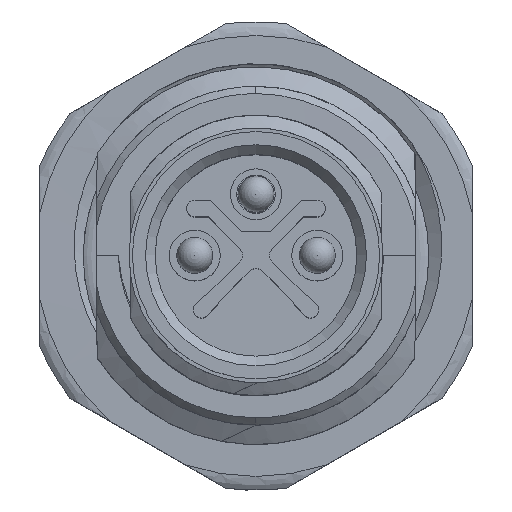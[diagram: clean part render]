
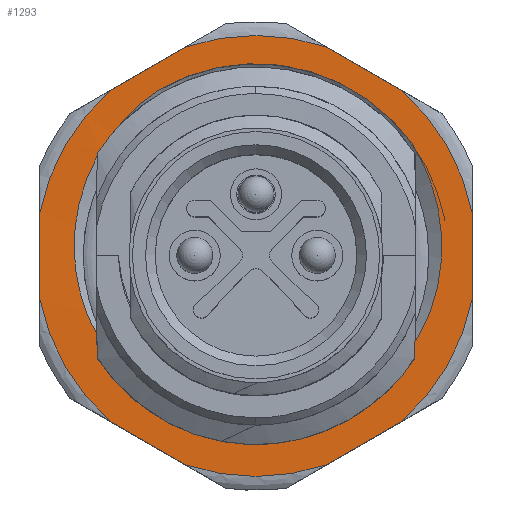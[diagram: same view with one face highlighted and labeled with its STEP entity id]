
A CAD part, top view. The second image highlights one B-rep face of the part: STEP entity #1293.
In plain terms, the highlighted planar face has unit normal (0, 0, 1).
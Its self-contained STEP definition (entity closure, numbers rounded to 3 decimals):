
#137=LINE('',#6332,#337);
#141=LINE('',#6369,#341);
#145=LINE('',#6406,#345);
#149=LINE('',#6443,#349);
#153=LINE('',#6480,#353);
#157=LINE('',#6517,#357);
#162=LINE('',#7354,#362);
#337=VECTOR('',#5204,1.);
#341=VECTOR('',#5210,1.);
#345=VECTOR('',#5216,1.);
#349=VECTOR('',#5222,1.);
#353=VECTOR('',#5228,1.);
#357=VECTOR('',#5234,1.);
#362=VECTOR('',#5315,1.);
#587=B_SPLINE_CURVE_WITH_KNOTS('',3,(#6702,#6703,#6704,#6705,#6706,#6707),
 .UNSPECIFIED.,.F.,.F.,(4,2,4),(0.,0.5,1.),.UNSPECIFIED.);
#588=B_SPLINE_CURVE_WITH_KNOTS('',3,(#6960,#6961,#6962,#6963),
 .UNSPECIFIED.,.F.,.F.,(4,4),(0.,1.),.UNSPECIFIED.);
#603=B_SPLINE_CURVE_WITH_KNOTS('',3,(#7309,#7310,#7311,#7312,#7313,#7314),
 .UNSPECIFIED.,.F.,.F.,(4,2,4),(0.,0.5,1.),.UNSPECIFIED.);
#607=B_SPLINE_CURVE_WITH_KNOTS('',3,(#7338,#7339,#7340,#7341),
 .UNSPECIFIED.,.F.,.F.,(4,4),(0.,1.),.UNSPECIFIED.);
#608=B_SPLINE_CURVE_WITH_KNOTS('',3,(#7343,#7344,#7345,#7346),
 .UNSPECIFIED.,.F.,.F.,(4,4),(0.,1.),.UNSPECIFIED.);
#609=B_SPLINE_CURVE_WITH_KNOTS('',3,(#7347,#7348,#7349,#7350,#7351,#7352),
 .UNSPECIFIED.,.F.,.F.,(4,2,4),(0.,0.5,1.),.UNSPECIFIED.);
#955=PLANE('',#4813);
#1293=ADVANCED_FACE('',(#1631,#1632),#955,.T.);
#1631=FACE_BOUND('',#1765,.T.);
#1632=FACE_BOUND('',#1766,.T.);
#1765=EDGE_LOOP('',(#2317,#2318,#2319,#2320,#2321,#2322,#2323,#2324,#2325));
#1766=EDGE_LOOP('',(#2326,#2327,#2328,#2329,#2330,#2331,#2332,#2333,#2334,
#2335,#2336,#2337));
#2317=ORIENTED_EDGE('',*,*,#4064,.F.);
#2318=ORIENTED_EDGE('',*,*,#4065,.F.);
#2319=ORIENTED_EDGE('',*,*,#4041,.F.);
#2320=ORIENTED_EDGE('',*,*,#4032,.F.);
#2321=ORIENTED_EDGE('',*,*,#4040,.F.);
#2322=ORIENTED_EDGE('',*,*,#3972,.F.);
#2323=ORIENTED_EDGE('',*,*,#4066,.T.);
#2324=ORIENTED_EDGE('',*,*,#4067,.F.);
#2325=ORIENTED_EDGE('',*,*,#4056,.F.);
#2326=ORIENTED_EDGE('',*,*,#3978,.T.);
#2327=ORIENTED_EDGE('',*,*,#4020,.F.);
#2328=ORIENTED_EDGE('',*,*,#4008,.T.);
#2329=ORIENTED_EDGE('',*,*,#4018,.F.);
#2330=ORIENTED_EDGE('',*,*,#3984,.T.);
#2331=ORIENTED_EDGE('',*,*,#4014,.T.);
#2332=ORIENTED_EDGE('',*,*,#3990,.T.);
#2333=ORIENTED_EDGE('',*,*,#4012,.F.);
#2334=ORIENTED_EDGE('',*,*,#3996,.T.);
#2335=ORIENTED_EDGE('',*,*,#4010,.F.);
#2336=ORIENTED_EDGE('',*,*,#4002,.T.);
#2337=ORIENTED_EDGE('',*,*,#4017,.T.);
#3466=VERTEX_POINT('',#6302);
#3468=VERTEX_POINT('',#6305);
#3473=VERTEX_POINT('',#6331);
#3474=VERTEX_POINT('',#6333);
#3479=VERTEX_POINT('',#6368);
#3480=VERTEX_POINT('',#6370);
#3485=VERTEX_POINT('',#6405);
#3486=VERTEX_POINT('',#6407);
#3491=VERTEX_POINT('',#6442);
#3492=VERTEX_POINT('',#6444);
#3497=VERTEX_POINT('',#6479);
#3498=VERTEX_POINT('',#6481);
#3503=VERTEX_POINT('',#6516);
#3504=VERTEX_POINT('',#6518);
#3507=VERTEX_POINT('',#6617);
#3508=VERTEX_POINT('',#6619);
#3514=VERTEX_POINT('',#6964);
#3527=VERTEX_POINT('',#7315);
#3528=VERTEX_POINT('',#7316);
#3531=VERTEX_POINT('',#7342);
#3532=VERTEX_POINT('',#7353);
#3972=EDGE_CURVE('',#3466,#3468,#4619,.T.);
#3978=EDGE_CURVE('',#3474,#3473,#137,.T.);
#3984=EDGE_CURVE('',#3480,#3479,#141,.T.);
#3990=EDGE_CURVE('',#3486,#3485,#145,.T.);
#3996=EDGE_CURVE('',#3492,#3491,#149,.T.);
#4002=EDGE_CURVE('',#3498,#3497,#153,.T.);
#4008=EDGE_CURVE('',#3504,#3503,#157,.T.);
#4010=EDGE_CURVE('',#3498,#3491,#4620,.T.);
#4012=EDGE_CURVE('',#3492,#3485,#4622,.T.);
#4014=EDGE_CURVE('',#3479,#3486,#4624,.T.);
#4017=EDGE_CURVE('',#3497,#3474,#4627,.T.);
#4018=EDGE_CURVE('',#3480,#3503,#4628,.T.);
#4020=EDGE_CURVE('',#3504,#3473,#4630,.T.);
#4032=EDGE_CURVE('',#3507,#3508,#4639,.T.);
#4040=EDGE_CURVE('',#3468,#3507,#587,.T.);
#4041=EDGE_CURVE('',#3508,#3514,#588,.T.);
#4056=EDGE_CURVE('',#3527,#3528,#603,.T.);
#4064=EDGE_CURVE('',#3531,#3527,#607,.T.);
#4065=EDGE_CURVE('',#3514,#3531,#608,.T.);
#4066=EDGE_CURVE('',#3466,#3532,#609,.T.);
#4067=EDGE_CURVE('',#3528,#3532,#162,.T.);
#4619=CIRCLE('',#4768,7.2);
#4620=CIRCLE('',#4776,9.18);
#4622=CIRCLE('',#4779,9.18);
#4624=CIRCLE('',#4782,9.18);
#4627=CIRCLE('',#4786,9.18);
#4628=CIRCLE('',#4788,9.18);
#4630=CIRCLE('',#4791,9.18);
#4639=CIRCLE('',#4808,8.);
#4768=AXIS2_PLACEMENT_3D('',#6304,#5197,#5198);
#4776=AXIS2_PLACEMENT_3D('',#6533,#5237,#5238);
#4779=AXIS2_PLACEMENT_3D('',#6536,#5243,#5244);
#4782=AXIS2_PLACEMENT_3D('',#6539,#5249,#5250);
#4786=AXIS2_PLACEMENT_3D('',#6543,#5257,#5258);
#4788=AXIS2_PLACEMENT_3D('',#6545,#5261,#5262);
#4791=AXIS2_PLACEMENT_3D('',#6548,#5267,#5268);
#4808=AXIS2_PLACEMENT_3D('',#6618,#5301,#5302);
#4813=AXIS2_PLACEMENT_3D('',#7355,#5316,#5317);
#5197=DIRECTION('',(0.,0.,1.));
#5198=DIRECTION('',(0.,1.,0.));
#5204=DIRECTION('',(0.866,-0.5,0.));
#5210=DIRECTION('',(0.,1.,0.));
#5216=DIRECTION('',(-0.866,0.5,0.));
#5222=DIRECTION('',(-0.866,-0.5,0.));
#5228=DIRECTION('',(0.,-1.,0.));
#5234=DIRECTION('',(0.866,0.5,0.));
#5237=DIRECTION('',(0.,0.,-1.));
#5238=DIRECTION('',(-0.98,0.197,0.));
#5243=DIRECTION('',(0.,0.,-1.));
#5244=DIRECTION('',(-0.32,0.948,0.));
#5249=DIRECTION('',(0.,0.,1.));
#5250=DIRECTION('',(0.98,0.197,0.));
#5257=DIRECTION('',(0.,0.,1.));
#5258=DIRECTION('',(-0.98,-0.197,0.));
#5261=DIRECTION('',(0.,0.,-1.));
#5262=DIRECTION('',(0.98,-0.197,0.));
#5267=DIRECTION('',(0.,0.,-1.));
#5268=DIRECTION('',(0.32,-0.948,0.));
#5301=DIRECTION('',(0.,0.,1.));
#5302=DIRECTION('',(0.,1.,0.));
#5315=DIRECTION('',(0.009,-1.,0.));
#5316=DIRECTION('',(0.,0.,1.));
#5317=DIRECTION('',(0.,1.,0.));
#6302=CARTESIAN_POINT('',(1.474,-7.048,-4.864));
#6304=CARTESIAN_POINT('',(0.,0.,-4.864));
#6305=CARTESIAN_POINT('',(1.839,-6.961,-4.864));
#6331=CARTESIAN_POINT('',(-2.933,-8.699,-4.864));
#6332=CARTESIAN_POINT('',(-6.067,-6.89,-4.864));
#6333=CARTESIAN_POINT('',(-6.067,-6.89,-4.864));
#6368=CARTESIAN_POINT('',(9.,1.809,-4.864));
#6369=CARTESIAN_POINT('',(9.,-1.809,-4.864));
#6370=CARTESIAN_POINT('',(9.,-1.809,-4.864));
#6405=CARTESIAN_POINT('',(2.933,8.699,-4.864));
#6406=CARTESIAN_POINT('',(6.067,6.89,-4.864));
#6407=CARTESIAN_POINT('',(6.067,6.89,-4.864));
#6442=CARTESIAN_POINT('',(-6.067,6.89,-4.864));
#6443=CARTESIAN_POINT('',(-2.933,8.699,-4.864));
#6444=CARTESIAN_POINT('',(-2.933,8.699,-4.864));
#6479=CARTESIAN_POINT('',(-9.,-1.809,-4.864));
#6480=CARTESIAN_POINT('',(-9.,1.809,-4.864));
#6481=CARTESIAN_POINT('',(-9.,1.809,-4.864));
#6516=CARTESIAN_POINT('',(6.067,-6.89,-4.864));
#6517=CARTESIAN_POINT('',(2.933,-8.699,-4.864));
#6518=CARTESIAN_POINT('',(2.933,-8.699,-4.864));
#6533=CARTESIAN_POINT('',(0.,0.,-4.864));
#6536=CARTESIAN_POINT('',(0.,0.,-4.864));
#6539=CARTESIAN_POINT('',(0.,0.,-4.864));
#6543=CARTESIAN_POINT('',(0.,0.,-4.864));
#6545=CARTESIAN_POINT('',(0.,0.,-4.864));
#6548=CARTESIAN_POINT('',(0.,0.,-4.864));
#6617=CARTESIAN_POINT('',(6.5,4.664,-4.864));
#6618=CARTESIAN_POINT('',(0.,0.,-4.864));
#6619=CARTESIAN_POINT('',(-4.042,6.904,-4.864));
#6702=CARTESIAN_POINT('',(1.839,-6.961,-4.864));
#6703=CARTESIAN_POINT('',(4.118,-6.498,-4.864));
#6704=CARTESIAN_POINT('',(6.199,-4.833,-4.864));
#6705=CARTESIAN_POINT('',(8.106,-0.309,-4.864));
#6706=CARTESIAN_POINT('',(7.895,2.489,-4.864));
#6707=CARTESIAN_POINT('',(6.5,4.664,-4.864));
#6960=CARTESIAN_POINT('',(-4.042,6.904,-4.864));
#6961=CARTESIAN_POINT('',(-4.791,6.412,-4.864));
#6962=CARTESIAN_POINT('',(-5.45,5.798,-4.864));
#6963=CARTESIAN_POINT('',(-5.984,5.098,-4.864));
#6964=CARTESIAN_POINT('',(-5.984,5.098,-4.876));
#7309=CARTESIAN_POINT('',(-6.599,4.161,-4.862));
#7310=CARTESIAN_POINT('',(-7.34,2.827,-4.87));
#7311=CARTESIAN_POINT('',(-7.62,1.386,-4.87));
#7312=CARTESIAN_POINT('',(-7.513,-1.198,-4.867));
#7313=CARTESIAN_POINT('',(-7.137,-2.341,-4.863));
#7314=CARTESIAN_POINT('',(-6.627,-3.252,-4.865));
#7315=CARTESIAN_POINT('',(-6.608,4.166,-4.862));
#7316=CARTESIAN_POINT('',(-6.625,-3.251,-4.865));
#7338=CARTESIAN_POINT('',(-6.452,4.436,-4.844));
#7339=CARTESIAN_POINT('',(-6.506,4.353,-4.84));
#7340=CARTESIAN_POINT('',(-6.559,4.268,-4.835));
#7341=CARTESIAN_POINT('',(-6.61,4.182,-4.831));
#7342=CARTESIAN_POINT('',(-6.465,4.445,-4.854));
#7343=CARTESIAN_POINT('',(-5.985,5.098,-4.887));
#7344=CARTESIAN_POINT('',(-6.16,4.892,-4.879));
#7345=CARTESIAN_POINT('',(-6.325,4.677,-4.871));
#7346=CARTESIAN_POINT('',(-6.479,4.453,-4.863));
#7347=CARTESIAN_POINT('',(1.474,-7.048,-4.864));
#7348=CARTESIAN_POINT('',(-0.009,-7.447,-4.864));
#7349=CARTESIAN_POINT('',(-1.633,-7.353,-4.864));
#7350=CARTESIAN_POINT('',(-4.498,-6.248,-4.864));
#7351=CARTESIAN_POINT('',(-5.749,-5.246,-4.864));
#7352=CARTESIAN_POINT('',(-6.617,-3.961,-4.864));
#7353=CARTESIAN_POINT('',(-6.617,-3.961,-4.864));
#7354=CARTESIAN_POINT('',(-6.59,-7.,-4.864));
#7355=CARTESIAN_POINT('',(0.,0.,-4.864));
